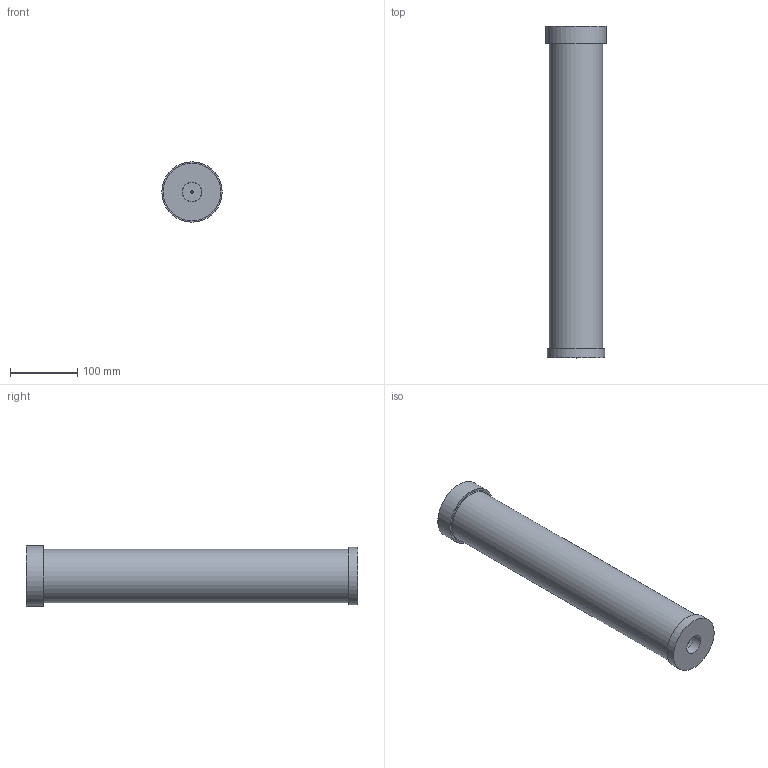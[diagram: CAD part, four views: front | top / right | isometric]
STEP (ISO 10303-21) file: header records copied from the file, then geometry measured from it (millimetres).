
FILE_DESCRIPTION((''),'2;1');
FILE_NAME('AC#3-2000_R0.iam.stp','2016-10-13T14:12:35',(''),(''),'Autodesk Inventor 2009','Autodesk Inventor 2009','');
FILE_SCHEMA(('AUTOMOTIVE_DESIGN { 1 0 10303 214 1 1 1 1 }'));
Length unit declared in the file: inch
Products named in the file (4): AC#3-2000_R0; AC-2B-2000; AC-2000-TUBE; AC-DC-2000_R1
Assembly tree (3 placements, depth 2):
  AC#3-2000_R0
    AC-2B-2000
    AC-2000-TUBE
    AC-DC-2000_R1
Bounding box: 90.04 x 495.3 x 90.04 mm (x, y, z)
Volume: 418939.3 mm3; surface area: 273211.2 mm2
Topology: 3 solids, 3 shells, 20 faces, 31 edges, 21 vertices
Faces by surface type: plane 9, cylinder 7, bspline 4
Full cylindrical faces by diameter (mm): 74.93 x1, 76.327 x1, 79.223 x1, 79.375 x1, 83.693 x1, 85.852 x1, 90.043 x1
Entity records: 575 total; most frequent: CARTESIAN_POINT 121, DIRECTION 86, AXIS2_PLACEMENT_3D 43, ORIENTED_EDGE 40, EDGE_LOOP 40, VERTEX_POINT 20, CIRCLE 20, EDGE_CURVE 20
